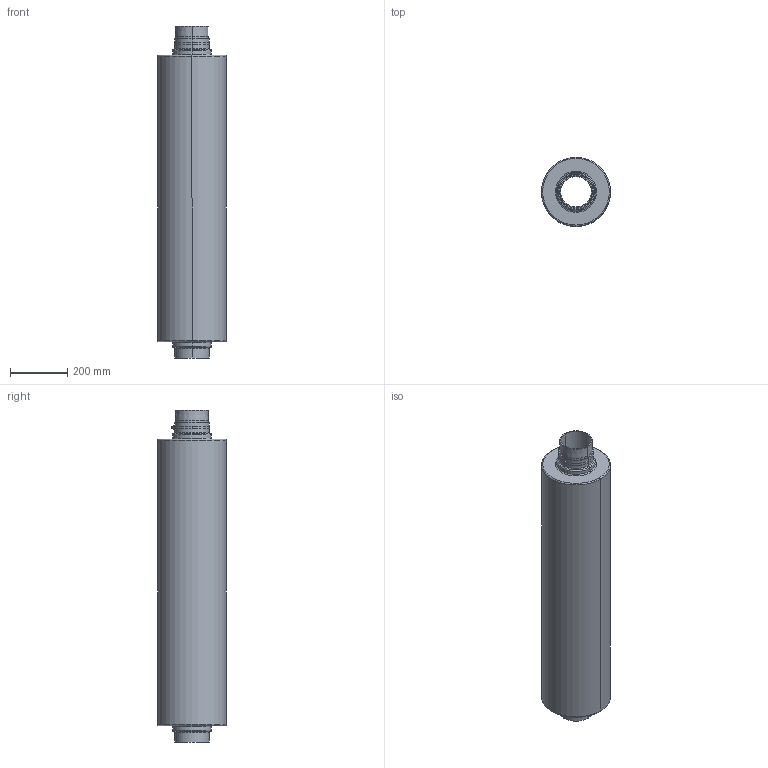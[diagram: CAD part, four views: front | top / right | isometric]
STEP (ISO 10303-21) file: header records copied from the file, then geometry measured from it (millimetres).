
FILE_DESCRIPTION((''),'2;1');
FILE_NAME('401-00074_ASM','2017-04-03T',('DELL'),('vacuvane vacuum technology gmbh'),'CREO PARAMETRIC BY PTC INC, 2014190','CREO PARAMETRIC BY PTC INC, 2014190','');
FILE_SCHEMA(('CONFIG_CONTROL_DESIGN'));
Length unit declared in the file: millimetre
Products named in the file (4): 401-00172; 000-00265; 401-00173; 401-00074_ASM
Assembly tree (3 placements, depth 2):
  401-00074_ASM
    401-00172
    000-00265
    401-00173
Bounding box: 240 x 240 x 1155 mm (x, y, z)
Volume: 35049522.4 mm3; surface area: 1327528.9 mm2
Topology: 4 solids, 4 shells, 167 faces, 394 edges, 236 vertices
Faces by surface type: cylinder 71, plane 50, torus 26, bspline 14, sphere 4, cone 2
Entity records: 5856 total; most frequent: CARTESIAN_POINT 1876, DIRECTION 872, ORIENTED_EDGE 788, EDGE_CURVE 394, AXIS2_PLACEMENT_3D 350, VERTEX_POINT 236, CIRCLE 190, EDGE_LOOP 178
